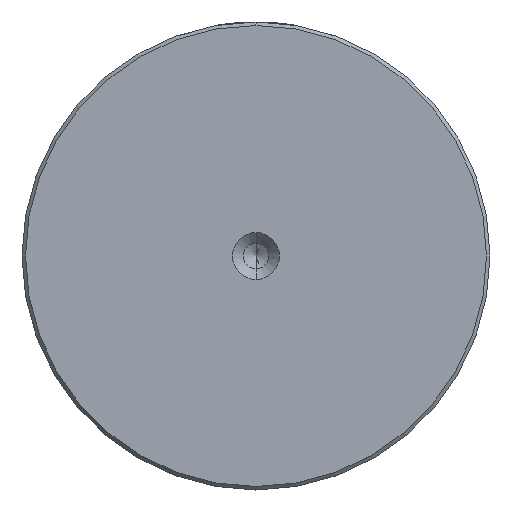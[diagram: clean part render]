
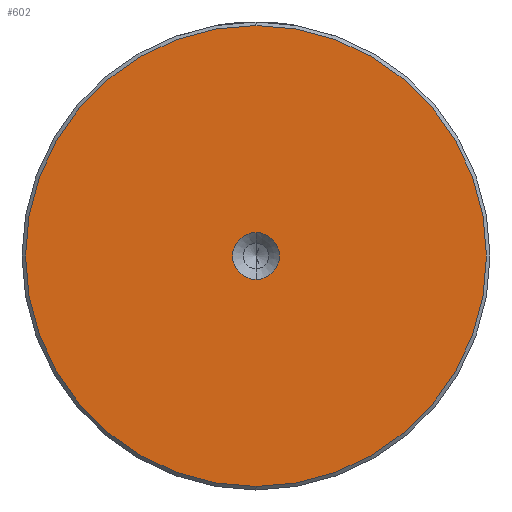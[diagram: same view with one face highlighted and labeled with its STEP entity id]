
A CAD part, left-side view. The second image highlights one B-rep face of the part: STEP entity #602.
In plain terms, the highlighted planar face has unit normal (-1, 0, 0).
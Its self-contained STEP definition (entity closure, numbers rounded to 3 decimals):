
#149 = DIRECTION ( 'NONE',  ( 0., 0., 1. ) ) ;
#161 = DIRECTION ( 'NONE',  ( -1., 0., 0. ) ) ;
#171 = CARTESIAN_POINT ( 'NONE',  ( 0., 0., 0. ) ) ;
#220 = CIRCLE ( 'NONE', #2152, 32.5 ) ;
#318 = CARTESIAN_POINT ( 'NONE',  ( 0., 0., 3.3 ) ) ;
#406 = ORIENTED_EDGE ( 'NONE', *, *, #864, .F. ) ;
#408 = EDGE_LOOP ( 'NONE', ( #2122, #406 ) ) ;
#456 = CIRCLE ( 'NONE', #2054, 32.5 ) ;
#483 = CIRCLE ( 'NONE', #2497, 3.3 ) ;
#495 = DIRECTION ( 'NONE',  ( -1., 0., 0. ) ) ;
#498 = VERTEX_POINT ( 'NONE', #1708 ) ;
#566 = EDGE_CURVE ( 'NONE', #1175, #648, #1362, .T. ) ;
#602 = ADVANCED_FACE ( 'NONE', ( #1871, #2261 ), #2222, .T. ) ;
#648 = VERTEX_POINT ( 'NONE', #657 ) ;
#657 = CARTESIAN_POINT ( 'NONE',  ( 0., 0., -3.3 ) ) ;
#796 = EDGE_LOOP ( 'NONE', ( #2402, #865 ) ) ;
#864 = EDGE_CURVE ( 'NONE', #648, #1175, #483, .T. ) ;
#865 = ORIENTED_EDGE ( 'NONE', *, *, #1125, .T. ) ;
#1014 = VERTEX_POINT ( 'NONE', #2017 ) ;
#1089 = DIRECTION ( 'NONE',  ( -1., 0., 0. ) ) ;
#1125 = EDGE_CURVE ( 'NONE', #498, #1014, #456, .T. ) ;
#1166 = DIRECTION ( 'NONE',  ( 0., 0., 1. ) ) ;
#1175 = VERTEX_POINT ( 'NONE', #318 ) ;
#1255 = AXIS2_PLACEMENT_3D ( 'NONE', #171, #161, #149 ) ;
#1362 = CIRCLE ( 'NONE', #1255, 3.3 ) ;
#1657 = CARTESIAN_POINT ( 'NONE',  ( 0., 0., 0. ) ) ;
#1708 = CARTESIAN_POINT ( 'NONE',  ( 0., 0., 32.5 ) ) ;
#1738 = DIRECTION ( 'NONE',  ( -1., 0., 0. ) ) ;
#1791 = EDGE_CURVE ( 'NONE', #1014, #498, #220, .T. ) ;
#1861 = DIRECTION ( 'NONE',  ( 0., 0., 1. ) ) ;
#1871 = FACE_OUTER_BOUND ( 'NONE', #796, .T. ) ;
#1923 = CARTESIAN_POINT ( 'NONE',  ( 0., 0., 0. ) ) ;
#2017 = CARTESIAN_POINT ( 'NONE',  ( 0., 0., -32.5 ) ) ;
#2054 = AXIS2_PLACEMENT_3D ( 'NONE', #1657, #495, #1861 ) ;
#2122 = ORIENTED_EDGE ( 'NONE', *, *, #566, .F. ) ;
#2152 = AXIS2_PLACEMENT_3D ( 'NONE', #2249, #1089, #2444 ) ;
#2156 = AXIS2_PLACEMENT_3D ( 'NONE', #2404, #2206, #2197 ) ;
#2197 = DIRECTION ( 'NONE',  ( 0., 0., 1. ) ) ;
#2206 = DIRECTION ( 'NONE',  ( -1., 0., 0. ) ) ;
#2222 = PLANE ( 'NONE',  #2156 ) ;
#2249 = CARTESIAN_POINT ( 'NONE',  ( 0., 0., 0. ) ) ;
#2261 = FACE_BOUND ( 'NONE', #408, .T. ) ;
#2402 = ORIENTED_EDGE ( 'NONE', *, *, #1791, .T. ) ;
#2404 = CARTESIAN_POINT ( 'NONE',  ( 0., 0., 0. ) ) ;
#2444 = DIRECTION ( 'NONE',  ( 0., 0., 1. ) ) ;
#2497 = AXIS2_PLACEMENT_3D ( 'NONE', #1923, #1738, #1166 ) ;
